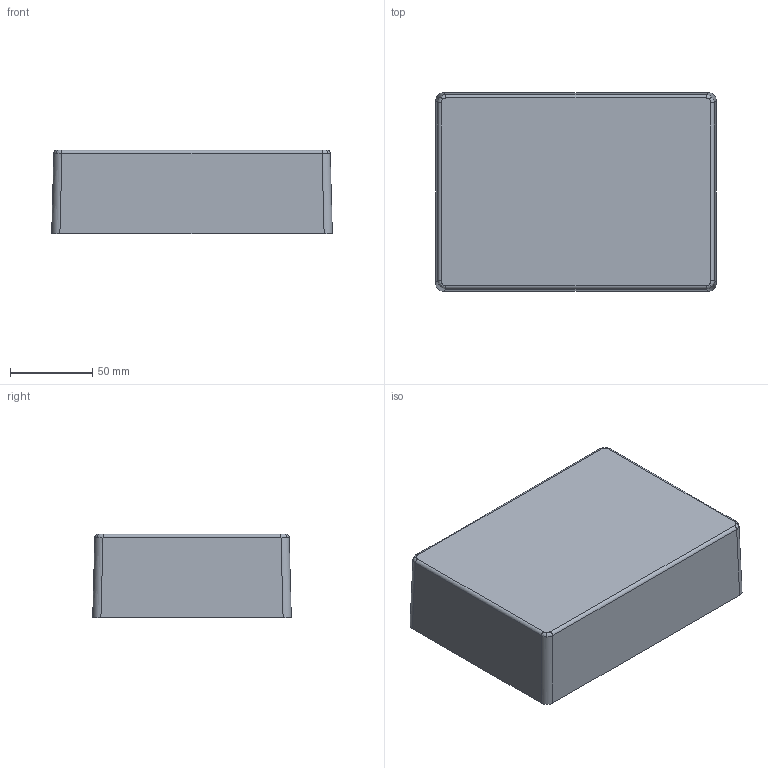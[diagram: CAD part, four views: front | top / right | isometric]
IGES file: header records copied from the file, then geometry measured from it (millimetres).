
Global section: file name: No Iges File Name specified; native system: Autodesk Inventor 2010; preprocessor: AutoDesk Inventor Iges Exporter R2010; author: tcook; date: 20090914.155602; units: millimetre
Bounding box: 171 x 121 x 51 mm (x, y, z)
Volume: 104233.5 mm3; surface area: 97034.2 mm2
Topology: 1 solids, 1 shells, 391 faces, 1030 edges, 668 vertices
Faces by surface type: bspline 174, plane 143, revolution 60, cylinder 12, cone 2
